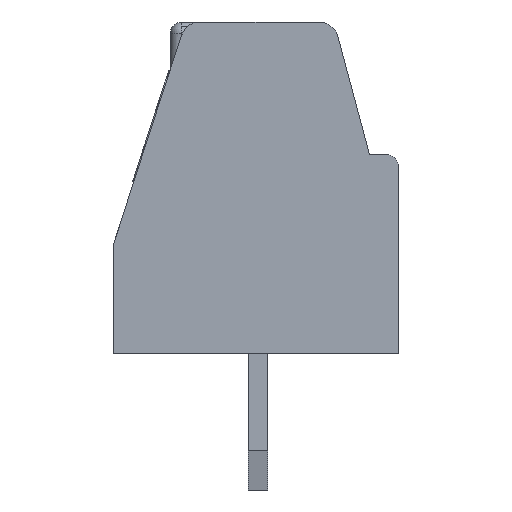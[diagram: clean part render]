
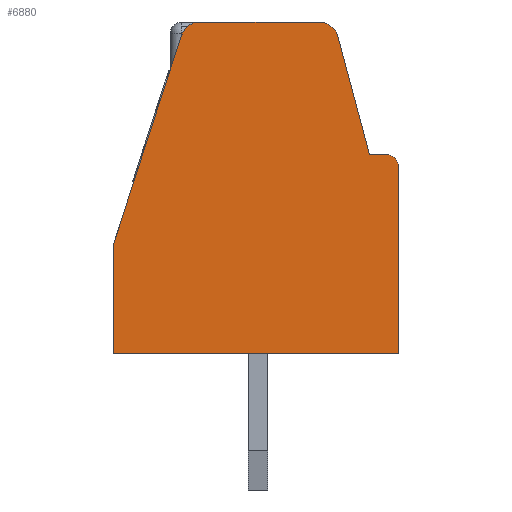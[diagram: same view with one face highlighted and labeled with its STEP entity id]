
A CAD part, left-side view. The second image highlights one B-rep face of the part: STEP entity #6880.
In plain terms, the highlighted planar face has unit normal (-1, 0, 0).
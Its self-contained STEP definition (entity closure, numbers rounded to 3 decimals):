
#6880=ADVANCED_FACE('',(#13629),#13630,.F.);
#13629=FACE_OUTER_BOUND('',#22012,.T.);
#13630=PLANE('',#22013);
#22012=EDGE_LOOP('',(#37359,#37360,#37361,#37362,#37363,#37364,#37365,#37366,#37367,#37368));
#22013=AXIS2_PLACEMENT_3D('',#37369,#37370,#37371);
#37359=ORIENTED_EDGE('',*,*,#43177,.T.);
#37360=ORIENTED_EDGE('',*,*,#43217,.T.);
#37361=ORIENTED_EDGE('',*,*,#43218,.F.);
#37362=ORIENTED_EDGE('',*,*,#43135,.F.);
#37363=ORIENTED_EDGE('',*,*,#43219,.T.);
#37364=ORIENTED_EDGE('',*,*,#43220,.F.);
#37365=ORIENTED_EDGE('',*,*,#43156,.F.);
#37366=ORIENTED_EDGE('',*,*,#43170,.T.);
#37367=ORIENTED_EDGE('',*,*,#43221,.F.);
#37368=ORIENTED_EDGE('',*,*,#43222,.T.);
#37369=CARTESIAN_POINT('',(0.,9.872,-0.854));
#37370=DIRECTION('',(1.0,0.,0.));
#37371=DIRECTION('',(0.,0.0,-1.0));
#43135=EDGE_CURVE('',#50378,#50379,#50380,.F.);
#43156=EDGE_CURVE('',#50416,#50418,#50419,.F.);
#43170=EDGE_CURVE('',#50416,#50442,#50443,.T.);
#43177=EDGE_CURVE('',#50454,#50452,#50455,.T.);
#43217=EDGE_CURVE('',#50452,#50515,#50516,.F.);
#43218=EDGE_CURVE('',#50379,#50515,#50517,.T.);
#43219=EDGE_CURVE('',#50378,#50518,#50519,.F.);
#43220=EDGE_CURVE('',#50418,#50518,#50520,.T.);
#43221=EDGE_CURVE('',#50521,#50442,#50522,.T.);
#43222=EDGE_CURVE('',#50521,#50454,#50523,.F.);
#50378=VERTEX_POINT('',#61992);
#50379=VERTEX_POINT('',#61993);
#50380=CIRCLE('',#61994,0.5);
#50416=VERTEX_POINT('',#62054);
#50418=VERTEX_POINT('',#62057);
#50419=LINE('',#62058,#62059);
#50442=VERTEX_POINT('',#62096);
#50443=LINE('',#62097,#62098);
#50452=VERTEX_POINT('',#62111);
#50454=VERTEX_POINT('',#62114);
#50455=LINE('',#62115,#62116);
#50515=VERTEX_POINT('',#62204);
#50516=CIRCLE('',#62205,0.5);
#50517=LINE('',#62206,#62207);
#50518=VERTEX_POINT('',#62208);
#50519=LINE('',#62209,#62210);
#50520=LINE('',#62211,#62212);
#50521=VERTEX_POINT('',#62213);
#50522=CIRCLE('',#62214,0.3);
#50523=LINE('',#62215,#62216);
#61992=CARTESIAN_POINT('',(0.,5.562,8.155));
#61993=CARTESIAN_POINT('',(0.,5.087,8.5));
#61994=AXIS2_PLACEMENT_3D('',#67329,#67330,#67331);
#62054=CARTESIAN_POINT('',(0.,0.,0.));
#62057=CARTESIAN_POINT('',(0.,7.3,0.));
#62058=CARTESIAN_POINT('',(0.,8.021,0.));
#62059=VECTOR('',#67352,1.0);
#62096=CARTESIAN_POINT('',(0.,0.,4.8));
#62097=CARTESIAN_POINT('',(0.,0.,2.93));
#62098=VECTOR('',#67366,1.0);
#62111=CARTESIAN_POINT('',(0.,1.551,8.129));
#62114=CARTESIAN_POINT('',(0.,0.739,5.1));
#62115=CARTESIAN_POINT('',(0.,0.301,3.464));
#62116=VECTOR('',#67372,1.0);
#62204=CARTESIAN_POINT('',(0.,2.034,8.5));
#62205=AXIS2_PLACEMENT_3D('',#67407,#67408,#67409);
#62206=CARTESIAN_POINT('',(0.,7.456,8.5));
#62207=VECTOR('',#67410,1.0);
#62208=CARTESIAN_POINT('',(0.,7.3,2.806));
#62209=CARTESIAN_POINT('',(0.,7.701,1.573));
#62210=VECTOR('',#67411,1.0);
#62211=CARTESIAN_POINT('',(0.,7.3,1.908));
#62212=VECTOR('',#67412,1.0);
#62213=CARTESIAN_POINT('',(0.,0.3,5.1));
#62214=AXIS2_PLACEMENT_3D('',#67413,#67414,#67415);
#62215=CARTESIAN_POINT('',(0.,5.305,5.1));
#62216=VECTOR('',#67416,1.0);
#67329=CARTESIAN_POINT('',(0.,5.087,8.0));
#67330=DIRECTION('',(-1.0,0.,0.));
#67331=DIRECTION('',(0.,1.0,0.));
#67352=DIRECTION('',(0.,-1.0,0.));
#67366=DIRECTION('',(0.,0.,1.0));
#67372=DIRECTION('',(0.,0.259,0.966));
#67407=CARTESIAN_POINT('',(0.,2.034,8.0));
#67408=DIRECTION('',(1.0,0.,0.));
#67409=DIRECTION('',(0.,-1.0,0.));
#67410=DIRECTION('',(0.,-1.0,0.));
#67411=DIRECTION('',(0.,-0.309,0.951));
#67412=DIRECTION('',(0.,0.,1.0));
#67413=CARTESIAN_POINT('',(0.,0.3,4.8));
#67414=DIRECTION('',(1.0,0.,0.));
#67415=DIRECTION('',(0.,1.0,0.));
#67416=DIRECTION('',(0.,-1.0,0.));
